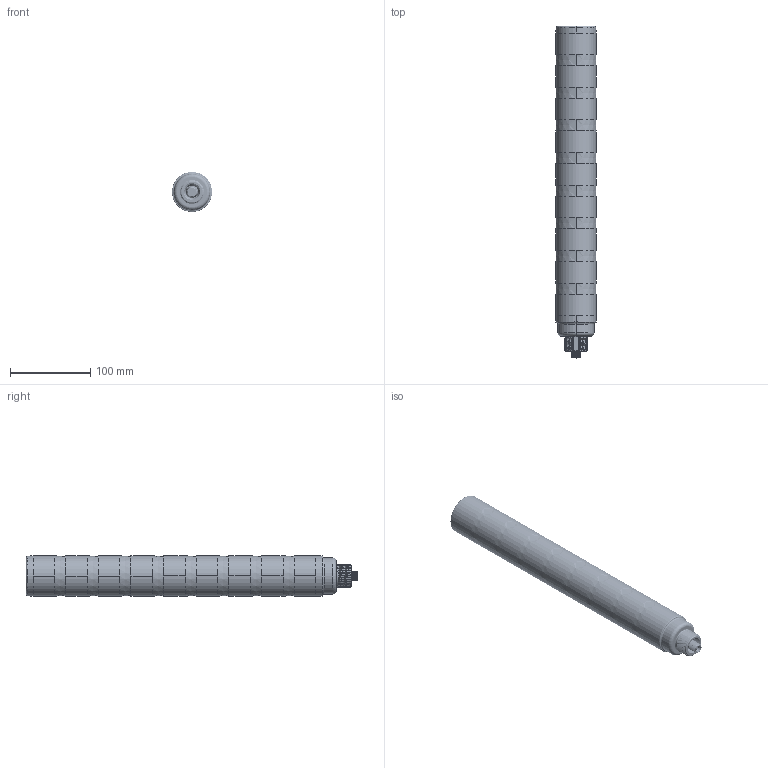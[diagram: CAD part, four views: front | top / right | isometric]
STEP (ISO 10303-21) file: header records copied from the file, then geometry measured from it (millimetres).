
FILE_DESCRIPTION((''),'2;1');
FILE_NAME('205822_ASM','2018-04-27T',('pdmadmin'),('BANNER ENGINEERING'),'CREO PARAMETRIC BY PTC INC, 2016260','CREO PARAMETRIC BY PTC INC, 2016260','');
FILE_SCHEMA(('CONFIG_CONTROL_DESIGN'));
Products named in the file (7): 140410; 141960; 188201; 140427_WEB_MODEL; 140412; 140411; 205822_ASM
Assembly tree (21 placements, depth 2):
  205822_ASM
    140410
    141960
    188201
    140427_WEB_MODEL  x9
    140412  x8
    140411
Bounding box: 50 x 414.05 x 50 mm (x, y, z)
Volume: 226486.6 mm3; surface area: 232988.8 mm2
Topology: 21 solids, 21 shells, 2936 faces, 7768 edges, 5061 vertices
Faces by surface type: plane 1615, cylinder 743, cone 306, bspline 206, torus 66
Entity records: 58091 total; most frequent: CARTESIAN_POINT 39139, ORIENTED_EDGE 4136, DIRECTION 3579, EDGE_CURVE 2068, VERTEX_POINT 1333, AXIS2_PLACEMENT_3D 1309, VECTOR 961, LINE 961
